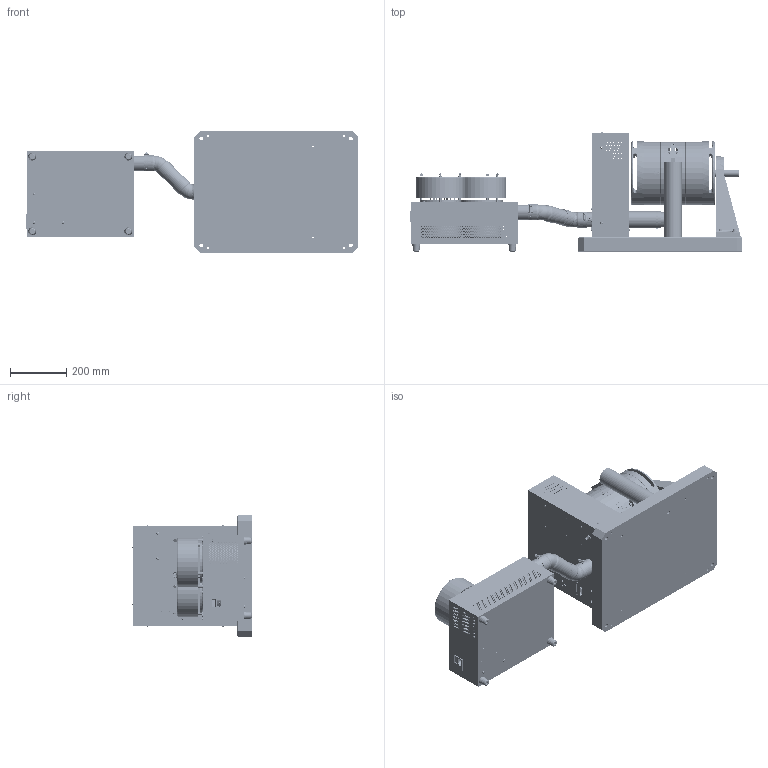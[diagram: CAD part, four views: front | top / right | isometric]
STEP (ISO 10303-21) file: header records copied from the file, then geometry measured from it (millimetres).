
FILE_DESCRIPTION (( 'STEP AP203' ), '1' );
FILE_NAME ('HD-815-XC1-0100_-.stp', '2022-07-15T15:33:06', ( '' ), ( '' ), 'SwSTEP 2.0', 'SolidWorks 2020', '' );
FILE_SCHEMA (( 'CONFIG_CONTROL_DESIGN' ));
Length unit declared in the file: millimetre
Products named in the file (1): HD-815-XC1-0100_-
Bounding box: 1184.31 x 424.84 x 431.8 mm (x, y, z)
Surface area: 3330242.3 mm2 (no closed solid volume)
Topology: 0 solids, 290 shells, 3000 faces, 12892 edges, 10049 vertices
Faces by surface type: cylinder 2215, plane 597, torus 91, cone 59, bspline 29, sphere 9
Full cylindrical faces by diameter (mm): 1.016 x12, 2.8 x1, 3.572 x3, 3.8 x1847, 4.039 x2, 4.242 x2, 4.366 x4, 4.572 x2, 4.75 x3, 4.763 x3, 5.105 x1, 5.207 x3, 5.41 x1, 5.556 x2, 5.563 x4, 5.715 x1, 6.35 x4, 6.528 x4, 6.655 x5, 7.925 x2, 7.937 x3, 7.938 x3, 8.3 x1, 8.331 x2, 8.458 x5, 8.636 x1, 9 x4, 9.169 x12, 9.5 x3, 9.525 x20
Entity records: 131181 total; most frequent: CARTESIAN_POINT 36295, DIRECTION 19239, ORIENTED_EDGE 13847, EDGE_LOOP 9636, EDGE_CURVE 8826, AXIS2_PLACEMENT_3D 8501, VERTEX_POINT 8149, CIRCLE 5544
